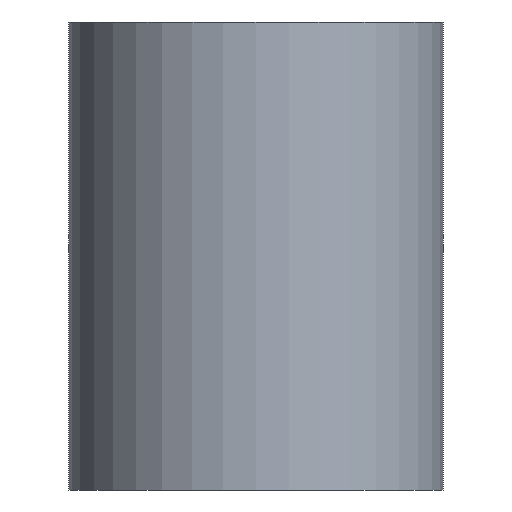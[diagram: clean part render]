
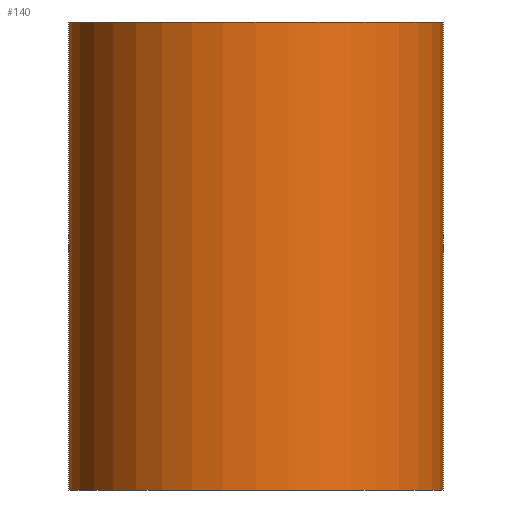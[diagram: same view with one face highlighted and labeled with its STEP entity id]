
A CAD part, left-side view. The second image highlights one B-rep face of the part: STEP entity #140.
In plain terms, the highlighted cylindrical face has radius 4 mm (diameter 8 mm), a partial arc.
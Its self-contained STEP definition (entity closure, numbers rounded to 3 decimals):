
#24=LINE('',#224,#32);
#25=LINE('',#228,#33);
#32=VECTOR('',#183,1000.);
#33=VECTOR('',#186,1000.);
#40=ORIENTED_EDGE('',*,*,#72,.F.);
#41=ORIENTED_EDGE('',*,*,#73,.F.);
#42=ORIENTED_EDGE('',*,*,#74,.T.);
#43=ORIENTED_EDGE('',*,*,#75,.T.);
#72=EDGE_CURVE('',#88,#89,#100,.T.);
#73=EDGE_CURVE('',#90,#88,#24,.T.);
#74=EDGE_CURVE('',#90,#91,#101,.T.);
#75=EDGE_CURVE('',#91,#89,#25,.T.);
#88=VERTEX_POINT('',#222);
#89=VERTEX_POINT('',#223);
#90=VERTEX_POINT('',#225);
#91=VERTEX_POINT('',#227);
#100=CIRCLE('',#162,4.);
#101=CIRCLE('',#163,4.);
#108=EDGE_LOOP('',(#40,#41,#42,#43));
#122=FACE_BOUND('',#108,.T.);
#136=CYLINDRICAL_SURFACE('',#161,4.);
#140=ADVANCED_FACE('',(#122),#136,.T.);
#161=AXIS2_PLACEMENT_3D('',#220,#179,#180);
#162=AXIS2_PLACEMENT_3D('',#221,#181,#182);
#163=AXIS2_PLACEMENT_3D('',#226,#184,#185);
#179=DIRECTION('',(0.,0.,-1.));
#180=DIRECTION('',(-1.,0.,0.));
#181=DIRECTION('',(0.,0.,-1.));
#182=DIRECTION('',(1.,0.,0.));
#183=DIRECTION('',(0.,0.,-1.));
#184=DIRECTION('',(0.,0.,-1.));
#185=DIRECTION('',(1.,0.,0.));
#186=DIRECTION('',(0.,0.,-1.));
#220=CARTESIAN_POINT('',(-29.,0.,10.));
#221=CARTESIAN_POINT('',(-29.,0.,0.));
#222=CARTESIAN_POINT('',(-29.,-4.,0.));
#223=CARTESIAN_POINT('',(-29.,4.,0.));
#224=CARTESIAN_POINT('',(-29.,-4.,10.));
#225=CARTESIAN_POINT('',(-29.,-4.,10.));
#226=CARTESIAN_POINT('',(-29.,0.,10.));
#227=CARTESIAN_POINT('',(-29.,4.,10.));
#228=CARTESIAN_POINT('',(-29.,4.,10.));
